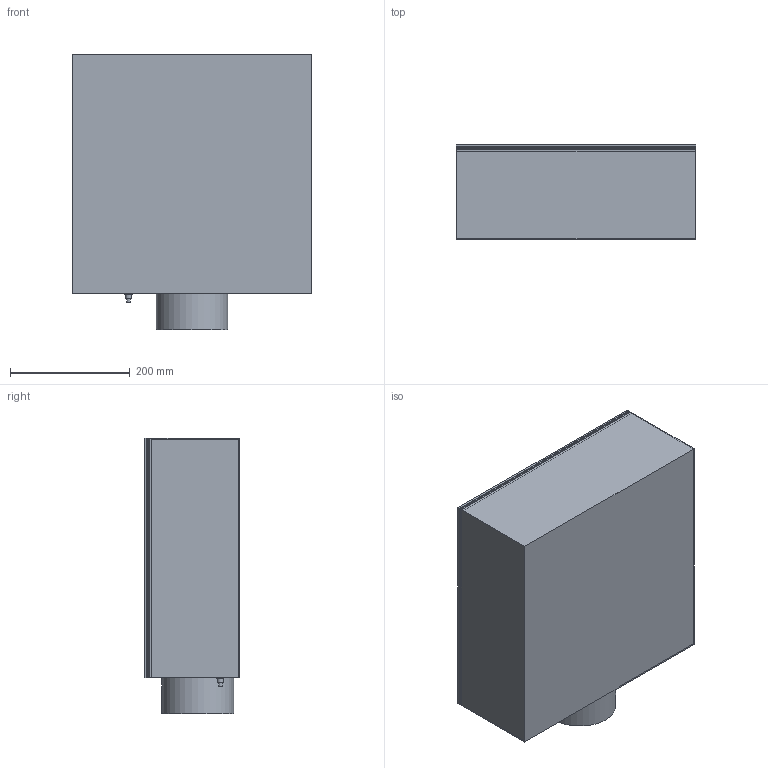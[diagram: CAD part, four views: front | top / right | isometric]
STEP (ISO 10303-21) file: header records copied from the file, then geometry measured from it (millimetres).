
FILE_DESCRIPTION(('STEP AP214'), '1');
FILE_NAME('Ð04-14 Äîííûé ñëèâ êâàäðàò 400õ400õ150 óíèâåðñàëüíûé', '2024-12-06T09:04:55', ('Runwill'), (''), 'C3D Converter', 'C3D Toolkit', '');
FILE_SCHEMA(('AUTOMOTIVE_DESIGN { 1 0 10303 214 3 1 1}'));
Length unit declared in the file: millimetre
Assembly tree (70 placements, depth 2):
  (unnamed)
    (unnamed)
    (unnamed)  x2
    (unnamed)
    (unnamed)
    (unnamed)  x33
    (unnamed)  x32
Bounding box: 400 x 159.17 x 460 mm (x, y, z)
Volume: 1080739 mm3; surface area: 1445466.6 mm2
Topology: 70 solids, 70 shells, 1240 faces, 3086 edges, 1992 vertices
Faces by surface type: cylinder 632, plane 380, cone 162, torus 64, bspline 2
Full cylindrical faces by diameter (mm): 4.917 x33, 6 x33, 7.5 x160, 8 x304, 10 x34, 11.34 x32, 12 x1, 120 x1
Entity records: 30830 total; most frequent: CARTESIAN_POINT 13471, DIRECTION 3276, ORIENTED_EDGE 2294, EDGE_LOOP 1925, AXIS2_PLACEMENT_3D 1564, EDGE_CURVE 1147, VERTEX_POINT 1068, FACE_BOUND 978
